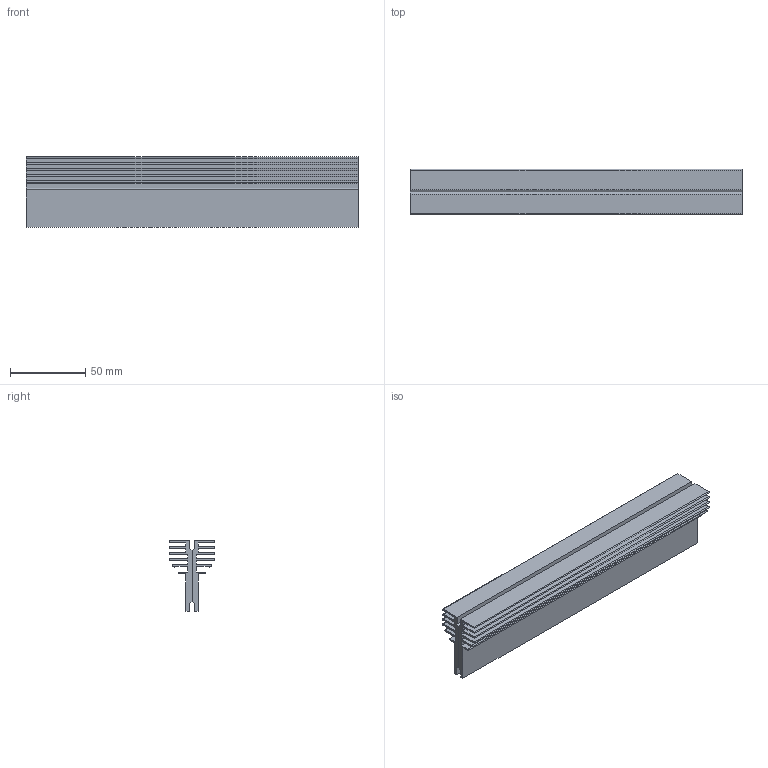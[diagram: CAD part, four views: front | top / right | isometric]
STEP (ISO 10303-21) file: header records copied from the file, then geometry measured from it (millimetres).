
FILE_DESCRIPTION((''),'2;1');
FILE_NAME('HSINK_AAVID-THERMALLOY_780203B08661G.stp','2013-06-20T15:20:27',(''),(''),'Mechanical Desktop 2011','Mechanical Desktop 2011',', , ');
FILE_SCHEMA(('AUTOMOTIVE_DESIGN { 1 2 10303 214 1 1 1 1 }'));
Length unit declared in the file: millimetre
Products named in the file (1): Product
Bounding box: 220 x 30 x 47 mm (x, y, z)
Volume: 100374.5 mm3; surface area: 97200.8 mm2
Topology: 2 solids, 2 shells, 68 faces, 192 edges, 128 vertices
Faces by surface type: bspline 34, plane 28, cylinder 6
Entity records: 2302 total; most frequent: CARTESIAN_POINT 575, ORIENTED_EDGE 384, DIRECTION 286, EDGE_CURVE 192, VECTOR 168, LINE 168, VERTEX_POINT 128, EDGE_LOOP 68
